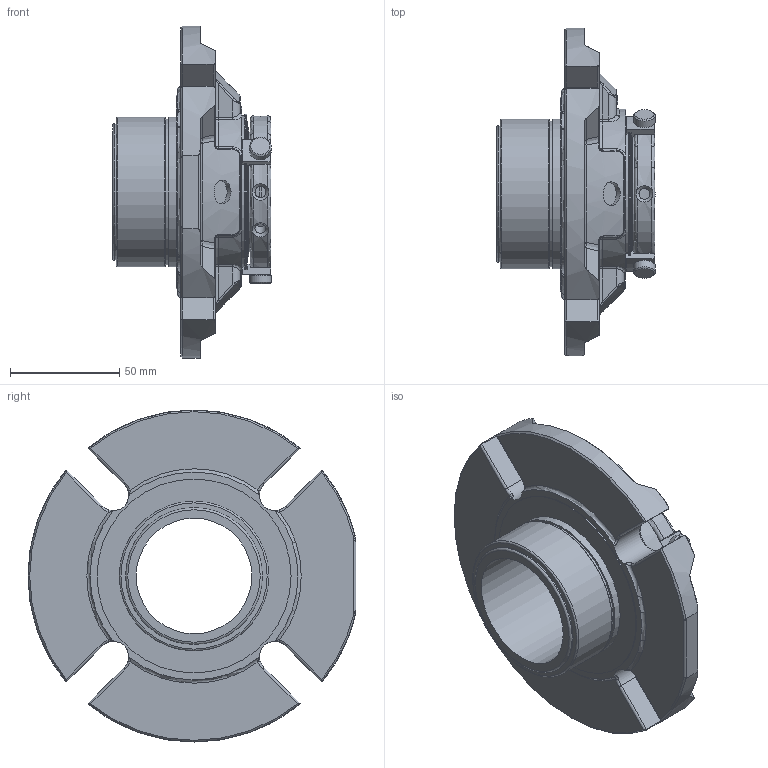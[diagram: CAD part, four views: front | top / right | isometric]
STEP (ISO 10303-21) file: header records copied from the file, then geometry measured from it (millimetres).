
FILE_DESCRIPTION(/* description */ ('Unknown'),/* implementation_level */ '2;1');
FILE_NAME(/* name */ '53mm',/* time_stamp */ '2023-02-14T11:21:59+00:00',/* author */ ('Unknown'),/* organization */ ('Unknown'),/* preprocessor_version */ 'ST-DEVELOPER v16.7',/* originating_system */ 'Solid Edge',/* authorisation */ 'Unknown');
FILE_SCHEMA (('AUTOMOTIVE_DESIGN {1 0 10303 214 3 1 1}'));
Length unit declared in the file: millimetre
Products named in the file (1): 53mm
Bounding box: 72.74 x 150.27 x 152.15 mm (x, y, z)
Volume: 320229.4 mm3; surface area: 68186.8 mm2
Topology: 1 solids, 1 shells, 632 faces, 1564 edges, 974 vertices
Faces by surface type: plane 215, cylinder 164, bspline 99, torus 84, sphere 42, cone 28
Full cylindrical faces by diameter (mm): 3.761 x1, 5 x5, 6 x3, 10 x3, 10.998 x3, 53.01 x1, 54.966 x1, 59.309 x1, 62.728 x1, 66.751 x1, 68.529 x1, 68.58 x1, 69.799 x1, 71.323 x1, 88.9 x1
Entity records: 25805 total; most frequent: CARTESIAN_POINT 7551, ORIENTED_EDGE 2954, DIRECTION 2699, EDGE_CURVE 1477, AXIS2_PLACEMENT_3D 1090, VERTEX_POINT 940, EDGE_LOOP 727, FACE_BOUND 727
